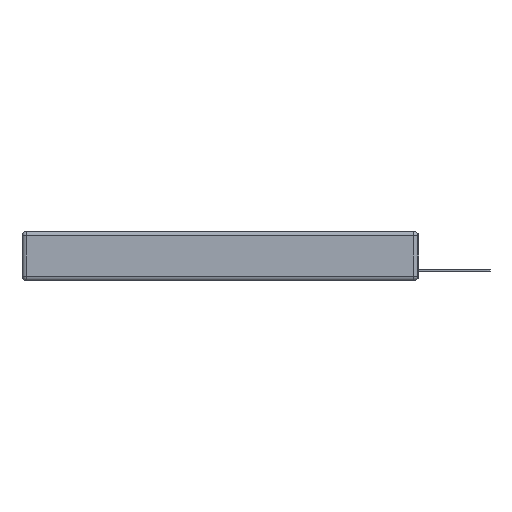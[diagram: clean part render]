
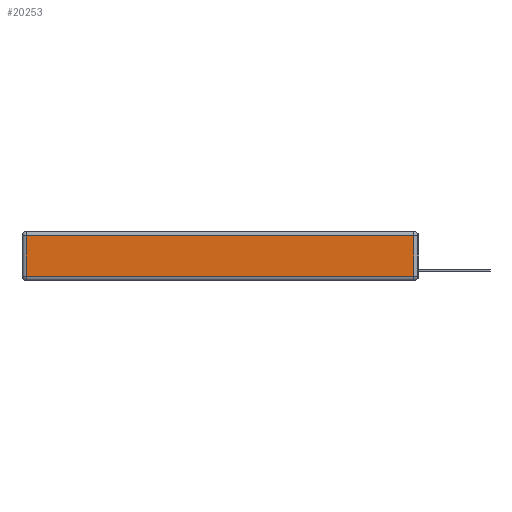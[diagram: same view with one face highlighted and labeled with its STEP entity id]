
A CAD part, left-side view. The second image highlights one B-rep face of the part: STEP entity #20253.
In plain terms, the highlighted planar face has unit normal (-1, 0, 0).
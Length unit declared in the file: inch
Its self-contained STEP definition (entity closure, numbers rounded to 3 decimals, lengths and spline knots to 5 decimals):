
#1485 = VECTOR ( 'NONE', #24638, 39.37008 ) ;
#2262 = CARTESIAN_POINT ( 'NONE',  ( 0., 0.03, -0.313 ) ) ;
#2461 = FACE_OUTER_BOUND ( 'NONE', #8941, .T. ) ;
#3772 = LINE ( 'NONE', #20217, #1485 ) ;
#3892 = DIRECTION ( 'NONE',  ( 0., 0., 1. ) ) ;
#4474 = VECTOR ( 'NONE', #18605, 39.37008 ) ;
#4775 = ORIENTED_EDGE ( 'NONE', *, *, #12369, .T. ) ;
#6304 = EDGE_CURVE ( 'NONE', #17194, #9147, #18528, .T. ) ;
#8373 = VERTEX_POINT ( 'NONE', #9075 ) ;
#8941 = EDGE_LOOP ( 'NONE', ( #14191, #4775, #16013, #10032 ) ) ;
#8946 = CARTESIAN_POINT ( 'NONE',  ( 0., 2.72, -0.03 ) ) ;
#9075 = CARTESIAN_POINT ( 'NONE',  ( 0., 2.72, -0.313 ) ) ;
#9147 = VERTEX_POINT ( 'NONE', #8946 ) ;
#10032 = ORIENTED_EDGE ( 'NONE', *, *, #24396, .T. ) ;
#10176 = CARTESIAN_POINT ( 'NONE',  ( 0., 0., -0.343 ) ) ;
#10630 = DIRECTION ( 'NONE',  ( 0., 1., 0. ) ) ;
#11020 = VECTOR ( 'NONE', #10630, 39.37008 ) ;
#12369 = EDGE_CURVE ( 'NONE', #18797, #17194, #3772, .T. ) ;
#12853 = CARTESIAN_POINT ( 'NONE',  ( 0., 0.03, -0.03 ) ) ;
#13352 = AXIS2_PLACEMENT_3D ( 'NONE', #10176, #16626, #3892 ) ;
#13605 = EDGE_CURVE ( 'NONE', #8373, #18797, #21306, .T. ) ;
#14191 = ORIENTED_EDGE ( 'NONE', *, *, #13605, .T. ) ;
#15072 = CARTESIAN_POINT ( 'NONE',  ( 0., 2.75, -0.03 ) ) ;
#16013 = ORIENTED_EDGE ( 'NONE', *, *, #6304, .T. ) ;
#16626 = DIRECTION ( 'NONE',  ( -1., 0., 0. ) ) ;
#17194 = VERTEX_POINT ( 'NONE', #12853 ) ;
#18373 = VECTOR ( 'NONE', #19652, 39.37008 ) ;
#18528 = LINE ( 'NONE', #15072, #11020 ) ;
#18605 = DIRECTION ( 'NONE',  ( 0., 0., -1. ) ) ;
#18643 = PLANE ( 'NONE',  #13352 ) ;
#18797 = VERTEX_POINT ( 'NONE', #2262 ) ;
#19285 = CARTESIAN_POINT ( 'NONE',  ( 0., 0., -0.313 ) ) ;
#19652 = DIRECTION ( 'NONE',  ( 0., -1., 0. ) ) ;
#20145 = LINE ( 'NONE', #20777, #4474 ) ;
#20217 = CARTESIAN_POINT ( 'NONE',  ( 0., 0.03, -0.343 ) ) ;
#20253 = ADVANCED_FACE ( 'NONE', ( #2461 ), #18643, .T. ) ;
#20777 = CARTESIAN_POINT ( 'NONE',  ( 0., 2.72, -0.343 ) ) ;
#21306 = LINE ( 'NONE', #19285, #18373 ) ;
#24396 = EDGE_CURVE ( 'NONE', #9147, #8373, #20145, .T. ) ;
#24638 = DIRECTION ( 'NONE',  ( 0., 0., 1. ) ) ;
